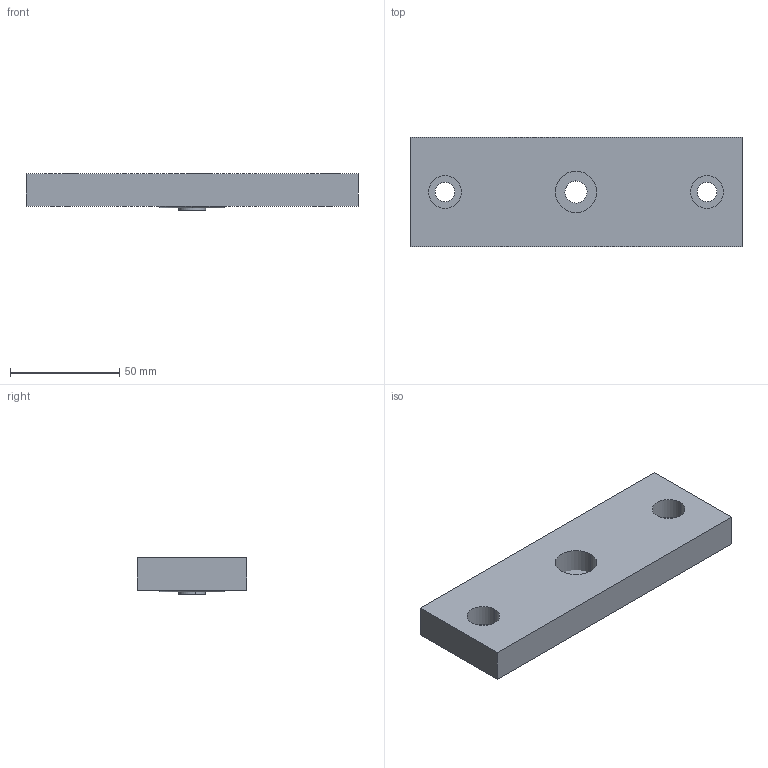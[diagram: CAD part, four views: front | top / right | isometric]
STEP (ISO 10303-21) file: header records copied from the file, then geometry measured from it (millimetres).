
FILE_DESCRIPTION (( 'STEP AP214' ), '1' );
FILE_NAME ('6290495.stp', '2016-06-29T13:33:36', ( '' ), ( '' ), 'SwSTEP 2.0', 'SolidWorks 2014', '' );
FILE_SCHEMA (( 'AUTOMOTIVE_DESIGN' ));
Length unit declared in the file: millimetre
Products named in the file (4): 076140_Standard; 6290495; 076141_Standard; P_0000007261_1_O-Ring 24x3 NBR
Assembly tree (3 placements, depth 2):
  6290495
    076141_Standard
    P_0000007261_1_O-Ring 24x3 NBR
    076140_Standard
Bounding box: 152 x 50 x 16.9 mm (x, y, z)
Volume: 106382.1 mm3; surface area: 24611.4 mm2
Topology: 3 solids, 3 shells, 34 faces, 74 edges, 48 vertices
Faces by surface type: cylinder 18, plane 12, torus 4
Entity records: 1124 total; most frequent: DIRECTION 198, CARTESIAN_POINT 162, ORIENTED_EDGE 148, AXIS2_PLACEMENT_3D 84, EDGE_CURVE 74, VERTEX_POINT 48, EDGE_LOOP 46, CIRCLE 44
